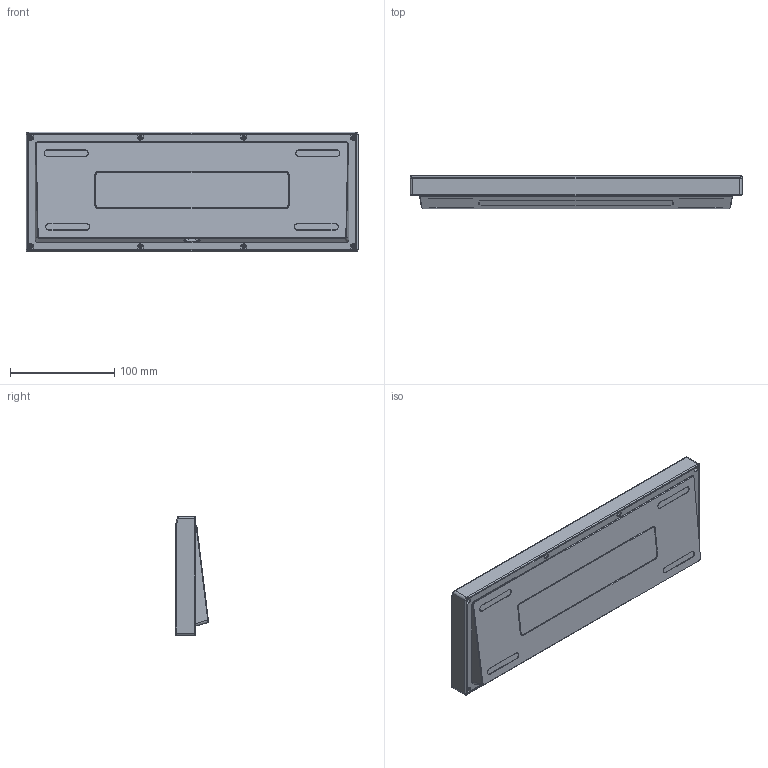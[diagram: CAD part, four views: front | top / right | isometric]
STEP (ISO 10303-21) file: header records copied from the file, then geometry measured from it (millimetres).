
FILE_DESCRIPTION(/* description */ (''),/* implementation_level */ '2;1');
FILE_NAME(/* name */ 'genesis.step',/* time_stamp */ '2024-01-23T14:34:58-08:00',/* author */ (''),/* organization */ (''),/* preprocessor_version */ 'ST-DEVELOPER v20',/* originating_system */ 'Autodesk Translation Framework v12.14.0.127',/* authorisation */ '');
FILE_SCHEMA (('AUTOMOTIVE_DESIGN { 1 0 10303 214 3 1 1 }'));
Length unit declared in the file: millimetre
Products named in the file (5): (Unsaved); plate; top; bottom; weight
Assembly tree (4 placements, depth 2):
  (Unsaved)
    plate
    top
    bottom
    weight
Bounding box: 317.75 x 31.69 x 114.2 mm (x, y, z)
Volume: 380500 mm3; surface area: 185245 mm2
Topology: 4 solids, 4 shells, 1279 faces, 3583 edges, 2305 vertices
Faces by surface type: plane 607, cylinder 547, cone 99, bspline 18, torus 8
Full cylindrical faces by diameter (mm): 1.623 x11, 2.075 x12, 2.9 x12
Entity records: 42133 total; most frequent: CARTESIAN_POINT 8004, DIRECTION 7194, ORIENTED_EDGE 7088, EDGE_CURVE 3544, AXIS2_PLACEMENT_3D 2426, LINE 2342, VECTOR 2342, VERTEX_POINT 2305
